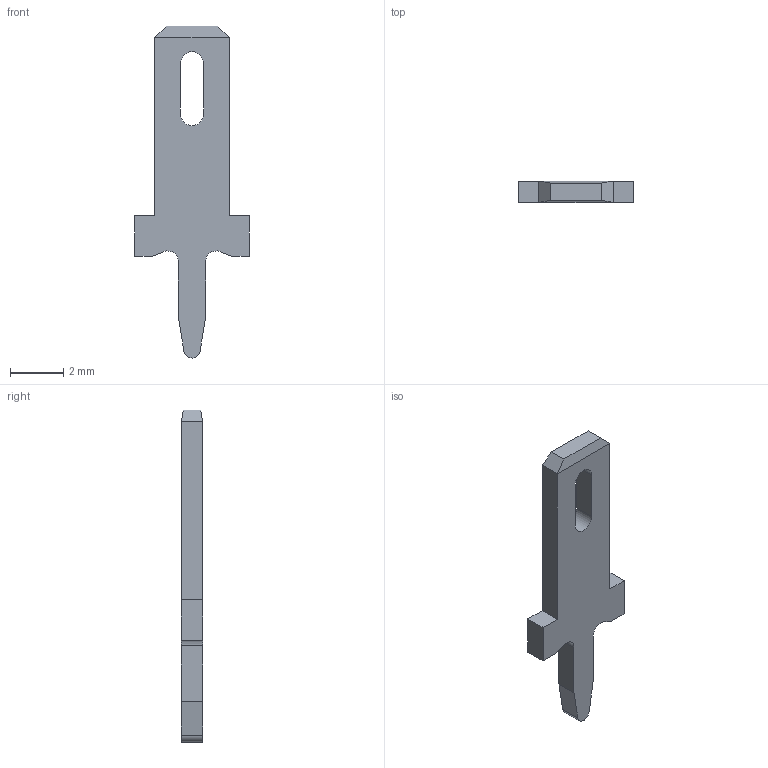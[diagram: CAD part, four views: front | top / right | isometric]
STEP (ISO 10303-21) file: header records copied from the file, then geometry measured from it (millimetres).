
FILE_DESCRIPTION((''),'2;1');
FILE_NAME('C-735427-2','2019-09-26T08:01:39',('workeradm'),('TE Connectivity Ltd.'),'CREO PARAMETRIC BY PTC INC, 2019030','CREO PARAMETRIC BY PTC INC, 2019030','');
FILE_SCHEMA(('AUTOMOTIVE_DESIGN { 1 0 10303 214 1 1 1 1 }'));
Length unit declared in the file: millimetre
Products named in the file (1): C-735427-2
Bounding box: 4.3 x 0.8 x 12.45 mm (x, y, z)
Volume: 21.7 mm3; surface area: 85.3 mm2
Topology: 1 solids, 1 shells, 28 faces, 74 edges, 48 vertices
Faces by surface type: plane 23, cylinder 5
Entity records: 1184 total; most frequent: CARTESIAN_POINT 152, ORIENTED_EDGE 148, DIRECTION 140, COLOUR_RGB 126, EDGE_CURVE 74, VECTOR 64, LINE 64, VERTEX_POINT 48
